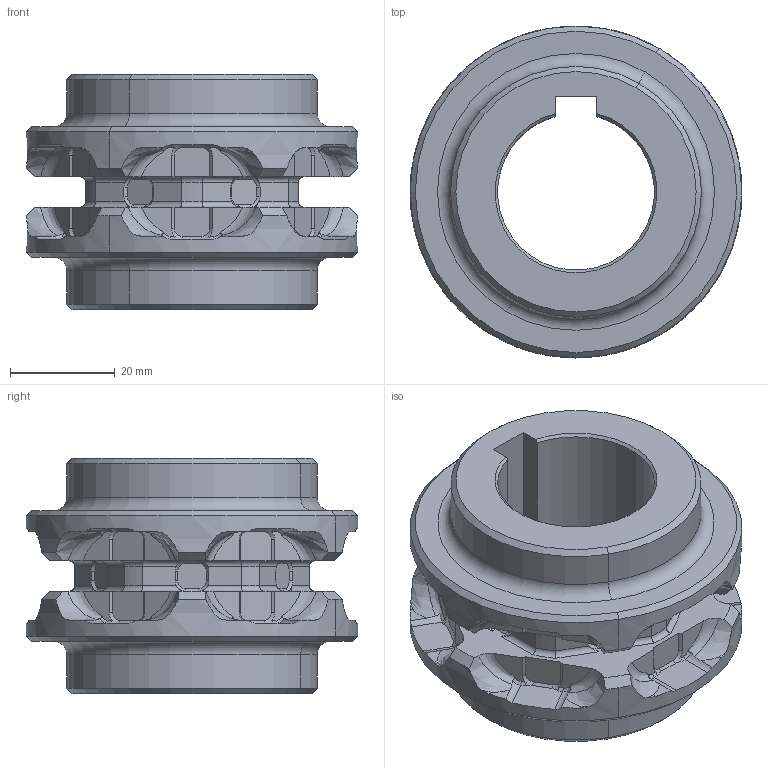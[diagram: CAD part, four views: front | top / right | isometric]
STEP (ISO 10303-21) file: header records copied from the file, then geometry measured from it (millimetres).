
FILE_DESCRIPTION((''),'2;1');
FILE_NAME('001-H05084-BA1_1','2014-11-24T',('Heribert.Herzog'),(''),'PRO/ENGINEER BY PARAMETRIC TECHNOLOGY CORPORATION, 2010140','PRO/ENGINEER BY PARAMETRIC TECHNOLOGY CORPORATION, 2010140','');
FILE_SCHEMA(('CONFIG_CONTROL_DESIGN'));
Length unit declared in the file: millimetre
Products named in the file (1): 001-H05084-BA1_1
Bounding box: 63.5 x 63.5 x 45 mm (x, y, z)
Volume: 62595.7 mm3; surface area: 19421.1 mm2
Topology: 1 solids, 1 shells, 452 faces, 1230 edges, 784 vertices
Faces by surface type: plane 183, cone 94, cylinder 87, bspline 72, torus 16
Entity records: 19004 total; most frequent: CARTESIAN_POINT 8370, ORIENTED_EDGE 2460, DIRECTION 1866, EDGE_CURVE 1230, VERTEX_POINT 784, AXIS2_PLACEMENT_3D 668, VECTOR 530, LINE 530
